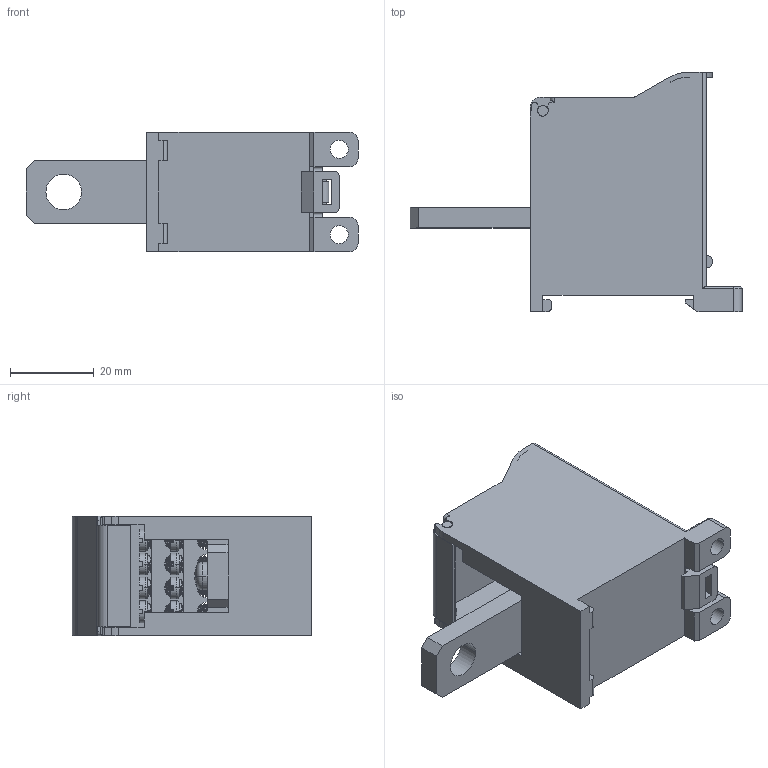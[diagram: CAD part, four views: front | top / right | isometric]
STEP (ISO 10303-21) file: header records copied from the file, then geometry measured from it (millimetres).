
FILE_DESCRIPTION((''),'2;1');
FILE_NAME('8YB754779-5','2023-11-01T',('ASUS'),(''),'PRO/ENGINEER BY PARAMETRIC TECHNOLOGY CORPORATION, 2013230','PRO/ENGINEER BY PARAMETRIC TECHNOLOGY CORPORATION, 2013230','');
FILE_SCHEMA(('CONFIG_CONTROL_DESIGN'));
Products named in the file (1): 8YB754779-5
Bounding box: 79.2 x 57.2 x 28.5 mm (x, y, z)
Volume: 38038.5 mm3; surface area: 23985 mm2
Topology: 1 solids, 9 shells, 1020 faces, 3000 edges, 1938 vertices
Faces by surface type: cylinder 406, plane 330, bspline 185, cone 57, torus 24, sphere 18
Entity records: 68811 total; most frequent: CARTESIAN_POINT 43872, ORIENTED_EDGE 5960, DIRECTION 4104, EDGE_CURVE 2980, VERTEX_POINT 1938, AXIS2_PLACEMENT_3D 1426, VECTOR 1252, LINE 1252
